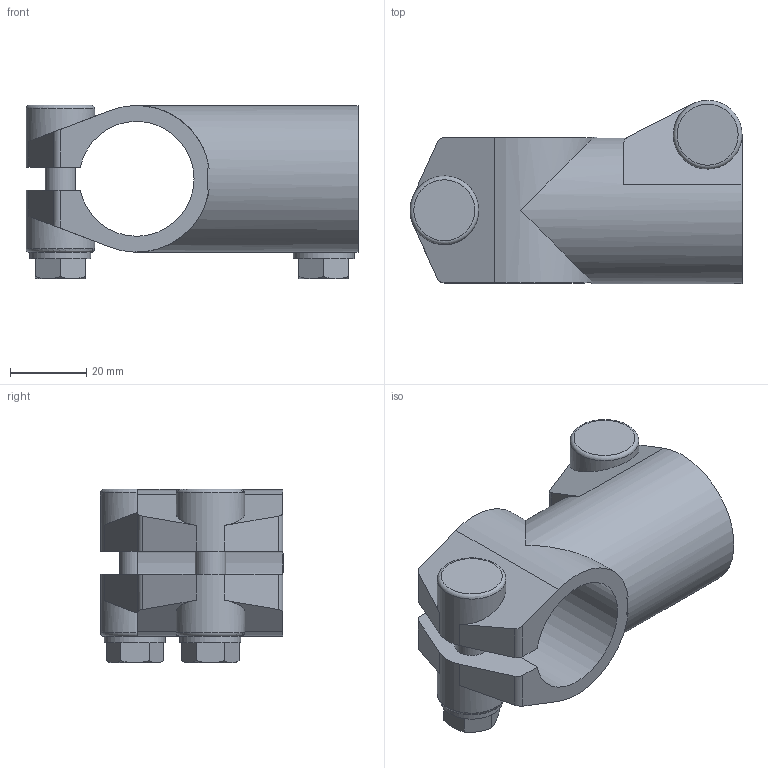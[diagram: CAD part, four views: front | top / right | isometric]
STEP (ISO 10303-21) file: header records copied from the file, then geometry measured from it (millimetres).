
FILE_DESCRIPTION( ( 'STEP AP214' ), '1' );
FILE_NAME( 'K0475.13030.stp', '2020-12-08T09:32:36', ( '' ), ( '' ), ' ', 'PARTsolutions', ' ' );
FILE_SCHEMA( ( 'AUTOMOTIVE_DESIGN { 1 0 10303 214 1 1 1 1 }' ) );
Length unit declared in the file: millimetre
Products named in the file (1): _K0475.13030
Bounding box: 86.99 x 47.98 x 45.5 mm (x, y, z)
Volume: 54828.6 mm3; surface area: 24484.6 mm2
Topology: 1 solids, 3 shells, 88 faces, 220 edges, 142 vertices
Faces by surface type: plane 45, cylinder 25, cone 14, torus 4
Full cylindrical faces by diameter (mm): 6.647 x2, 8 x2, 9 x2, 16 x2, 18 x4, 30.1 x1, 38.4 x1
Entity records: 3254 total; most frequent: CARTESIAN_POINT 567, DIRECTION 414, ORIENTED_EDGE 378, EDGE_CURVE 189, AXIS2_PLACEMENT_3D 164, VERTEX_POINT 131, EDGE_LOOP 116, FACE_OUTER_BOUND 106
